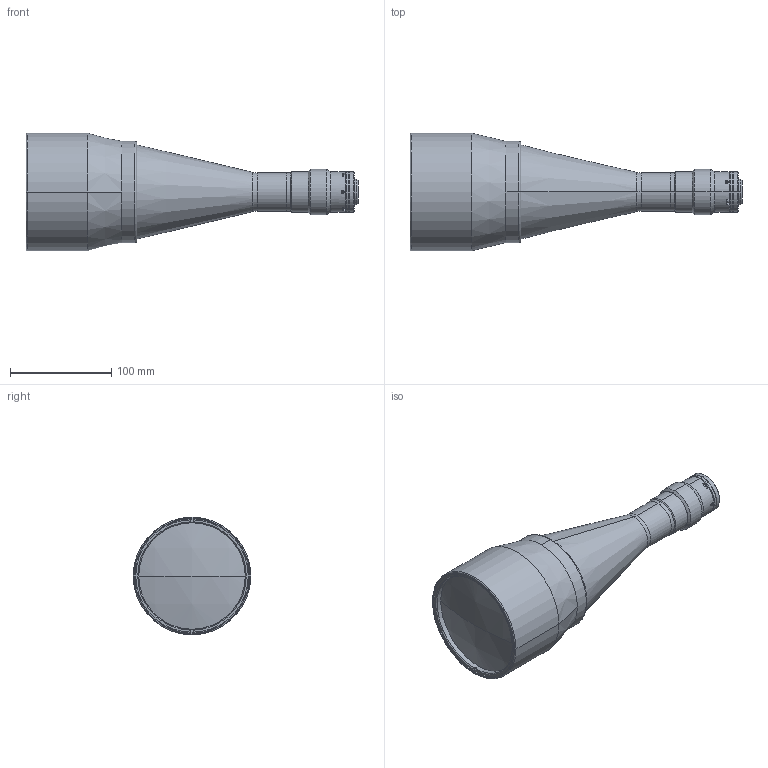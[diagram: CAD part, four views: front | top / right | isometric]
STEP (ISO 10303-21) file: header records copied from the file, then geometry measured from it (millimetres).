
FILE_DESCRIPTION (( 'STEP AP203' ), '1' );
FILE_NAME ('DP71402_TC2MHR080-C.step', '2021-10-04T07:24:32', ( '' ), ( '' ), 'SwSTEP 2.0', 'SolidWorks 2021', '' );
FILE_SCHEMA (( 'CONFIG_CONTROL_DESIGN' ));
Length unit declared in the file: millimetre
Products named in the file (1): DP71402_TC2MHR080-C
Bounding box: 327.51 x 116 x 116 mm (x, y, z)
Surface area: 106929.4 mm2 (no closed solid volume)
Topology: 0 solids, 16 shells, 132 faces, 363 edges, 248 vertices
Faces by surface type: plane 52, cylinder 38, cone 30, torus 10, sphere 2
Entity records: 4428 total; most frequent: CARTESIAN_POINT 906, DIRECTION 792, ORIENTED_EDGE 602, EDGE_CURVE 363, AXIS2_PLACEMENT_3D 318, VERTEX_POINT 248, CIRCLE 185, EDGE_LOOP 160
